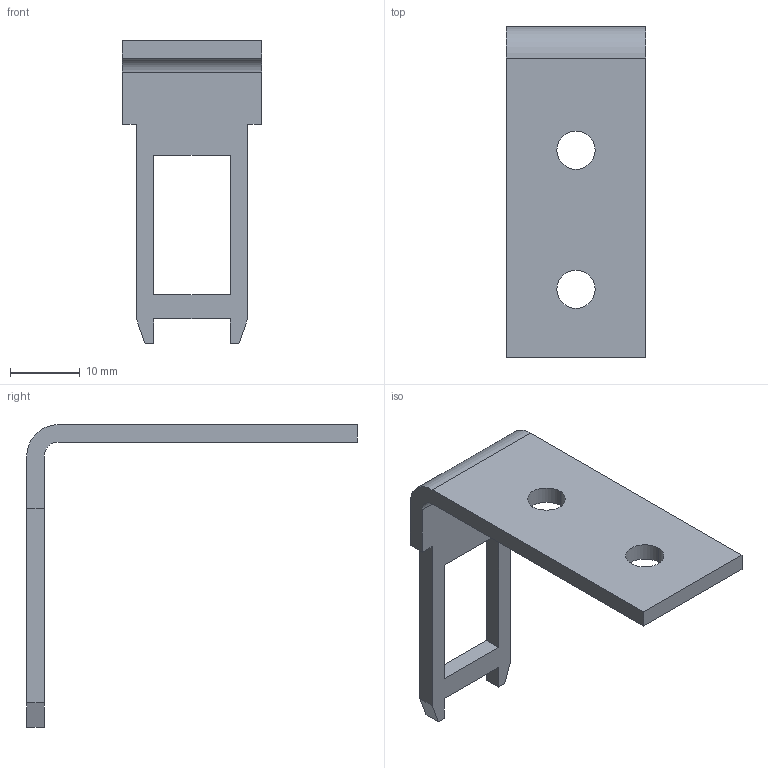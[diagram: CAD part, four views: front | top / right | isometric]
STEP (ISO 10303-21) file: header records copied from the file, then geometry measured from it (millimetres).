
FILE_DESCRIPTION((''),'2;1');
FILE_NAME('3d_KEXN2.stp','2018-05-22T08:31:56',(''),(''),'Mechanical Desktop 2009','Mechanical Desktop 2009',', , ');
FILE_SCHEMA(('CONFIG_CONTROL_DESIGN'));
Length unit declared in the file: millimetre
Products named in the file (1): Product
Bounding box: 20 x 47.5 x 43.5 mm (x, y, z)
Volume: 3264.3 mm3; surface area: 3400.7 mm2
Topology: 1 solids, 1 shells, 28 faces, 78 edges, 52 vertices
Faces by surface type: plane 22, cylinder 6
Entity records: 1001 total; most frequent: CARTESIAN_POINT 159, ORIENTED_EDGE 156, DIRECTION 148, EDGE_CURVE 78, VECTOR 66, LINE 66, VERTEX_POINT 52, AXIS2_PLACEMENT_3D 41
